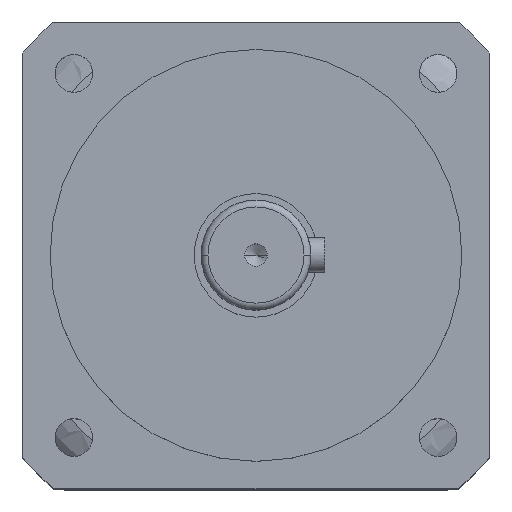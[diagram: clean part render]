
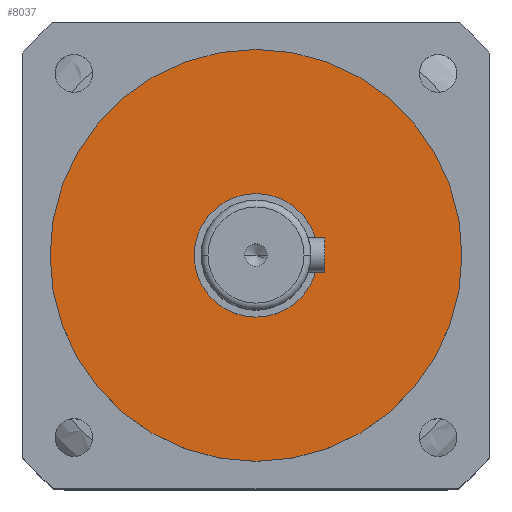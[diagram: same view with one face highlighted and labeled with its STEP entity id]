
A CAD part, top view. The second image highlights one B-rep face of the part: STEP entity #8037.
In plain terms, the highlighted planar face has unit normal (0, 0, 1).
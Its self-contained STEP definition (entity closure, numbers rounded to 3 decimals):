
#53 = CARTESIAN_POINT ( 'NONE',  ( 0., 0., -28. ) ) ;
#200 = CARTESIAN_POINT ( 'NONE',  ( 0., 0., -28. ) ) ;
#431 = CIRCLE ( 'NONE', #443, 30. ) ;
#443 = AXIS2_PLACEMENT_3D ( 'NONE', #7204, #1514, #4760 ) ;
#607 = EDGE_LOOP ( 'NONE', ( #3048, #3768 ) ) ;
#930 = DIRECTION ( 'NONE',  ( 1., 0., 0. ) ) ;
#1139 = EDGE_CURVE ( 'NONE', #3760, #2766, #2436, .T. ) ;
#1225 = ORIENTED_EDGE ( 'NONE', *, *, #1603, .T. ) ;
#1514 = DIRECTION ( 'NONE',  ( 0., 0., 1. ) ) ;
#1536 = EDGE_CURVE ( 'NONE', #7049, #7238, #6362, .T. ) ;
#1555 = CARTESIAN_POINT ( 'NONE',  ( 30., 0., -28. ) ) ;
#1603 = EDGE_CURVE ( 'NONE', #2766, #3760, #431, .T. ) ;
#1804 = FACE_OUTER_BOUND ( 'NONE', #8172, .T. ) ;
#1815 = DIRECTION ( 'NONE',  ( -1., 0., 0. ) ) ;
#2436 = CIRCLE ( 'NONE', #3849, 30. ) ;
#2639 = CARTESIAN_POINT ( 'NONE',  ( -30., 0., -28. ) ) ;
#2674 = CARTESIAN_POINT ( 'NONE',  ( 0., 0., -28. ) ) ;
#2766 = VERTEX_POINT ( 'NONE', #2639 ) ;
#2890 = ORIENTED_EDGE ( 'NONE', *, *, #1139, .T. ) ;
#2950 = DIRECTION ( 'NONE',  ( 0., 0., 1. ) ) ;
#3048 = ORIENTED_EDGE ( 'NONE', *, *, #1536, .F. ) ;
#3598 = DIRECTION ( 'NONE',  ( 0., 0., 1. ) ) ;
#3760 = VERTEX_POINT ( 'NONE', #1555 ) ;
#3768 = ORIENTED_EDGE ( 'NONE', *, *, #4779, .F. ) ;
#3849 = AXIS2_PLACEMENT_3D ( 'NONE', #53, #3598, #5553 ) ;
#4648 = CARTESIAN_POINT ( 'NONE',  ( 0., 30., -28. ) ) ;
#4655 = AXIS2_PLACEMENT_3D ( 'NONE', #4648, #6093, #1815 ) ;
#4760 = DIRECTION ( 'NONE',  ( 1., 0., 0. ) ) ;
#4779 = EDGE_CURVE ( 'NONE', #7238, #7049, #6444, .T. ) ;
#4846 = DIRECTION ( 'NONE',  ( 1., 0., 0. ) ) ;
#5213 = DIRECTION ( 'NONE',  ( 0., 0., 1. ) ) ;
#5476 = CARTESIAN_POINT ( 'NONE',  ( -9., 0., -28. ) ) ;
#5553 = DIRECTION ( 'NONE',  ( 1., 0., 0. ) ) ;
#6093 = DIRECTION ( 'NONE',  ( 0., 0., -1. ) ) ;
#6362 = CIRCLE ( 'NONE', #9230, 9. ) ;
#6444 = CIRCLE ( 'NONE', #7159, 9. ) ;
#7049 = VERTEX_POINT ( 'NONE', #7440 ) ;
#7159 = AXIS2_PLACEMENT_3D ( 'NONE', #200, #5213, #930 ) ;
#7204 = CARTESIAN_POINT ( 'NONE',  ( 0., 0., -28. ) ) ;
#7238 = VERTEX_POINT ( 'NONE', #5476 ) ;
#7264 = FACE_BOUND ( 'NONE', #607, .T. ) ;
#7440 = CARTESIAN_POINT ( 'NONE',  ( 9., 0., -28. ) ) ;
#8037 = ADVANCED_FACE ( 'NONE', ( #7264, #1804 ), #8907, .F. ) ;
#8172 = EDGE_LOOP ( 'NONE', ( #2890, #1225 ) ) ;
#8907 = PLANE ( 'NONE',  #4655 ) ;
#9230 = AXIS2_PLACEMENT_3D ( 'NONE', #2674, #2950, #4846 ) ;
